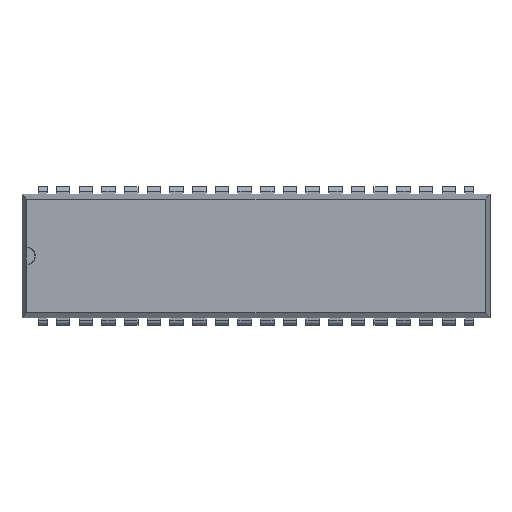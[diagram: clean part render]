
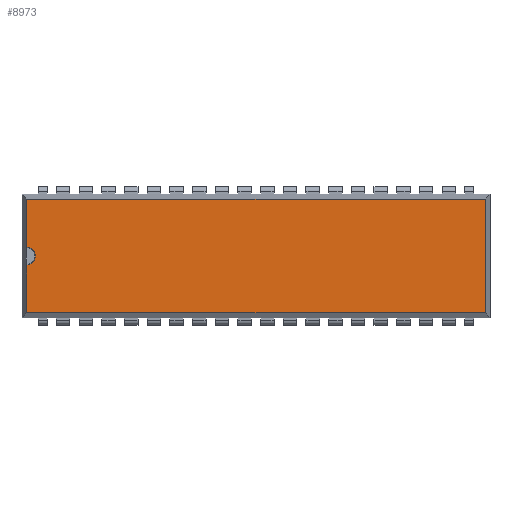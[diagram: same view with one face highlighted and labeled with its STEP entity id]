
A CAD part, top view. The second image highlights one B-rep face of the part: STEP entity #8973.
In plain terms, the highlighted planar face has unit normal (0, 0, 1).
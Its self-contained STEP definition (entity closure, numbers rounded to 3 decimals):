
#387 = EDGE_CURVE ( 'NONE', #12068, #12385, #11529, .T. ) ;
#905 = EDGE_CURVE ( 'NONE', #9199, #12068, #7442, .T. ) ;
#1200 = CARTESIAN_POINT ( 'NONE',  ( 1.27, 0.71, 5. ) ) ;
#1279 = VECTOR ( 'NONE', #6681, 1000. ) ;
#1674 = EDGE_LOOP ( 'NONE', ( #7883, #5319, #11482, #2888, #13954, #11786, #3590 ) ) ;
#2273 = AXIS2_PLACEMENT_3D ( 'NONE', #1200, #10390, #13545 ) ;
#2349 = CARTESIAN_POINT ( 'NONE',  ( -1.57, 7.62, 5. ) ) ;
#2565 = VERTEX_POINT ( 'NONE', #12042 ) ;
#2888 = ORIENTED_EDGE ( 'NONE', *, *, #11439, .T. ) ;
#3590 = ORIENTED_EDGE ( 'NONE', *, *, #387, .T. ) ;
#4099 = DIRECTION ( 'NONE',  ( 1., 0., 0. ) ) ;
#4118 = CARTESIAN_POINT ( 'NONE',  ( 49.78, -4.495, 5. ) ) ;
#4997 = CARTESIAN_POINT ( 'NONE',  ( -1.52, -4.495, 5. ) ) ;
#4999 = CIRCLE ( 'NONE', #15696, 1. ) ;
#5319 = ORIENTED_EDGE ( 'NONE', *, *, #8616, .F. ) ;
#5858 = CARTESIAN_POINT ( 'NONE',  ( -0.57, 7.62, 5. ) ) ;
#5885 = VERTEX_POINT ( 'NONE', #16037 ) ;
#5974 = DIRECTION ( 'NONE',  ( 0., 1., 0. ) ) ;
#6139 = VECTOR ( 'NONE', #19470, 1000. ) ;
#6681 = DIRECTION ( 'NONE',  ( 0., 1., 0. ) ) ;
#7259 = VECTOR ( 'NONE', #13187, 1000. ) ;
#7442 = LINE ( 'NONE', #13459, #6139 ) ;
#7649 = VERTEX_POINT ( 'NONE', #8787 ) ;
#7883 = ORIENTED_EDGE ( 'NONE', *, *, #9288, .F. ) ;
#8504 = EDGE_CURVE ( 'NONE', #2565, #14952, #4999, .T. ) ;
#8616 = EDGE_CURVE ( 'NONE', #2565, #7649, #16325, .T. ) ;
#8787 = CARTESIAN_POINT ( 'NONE',  ( -1.52, 13.98, 5. ) ) ;
#8944 = DIRECTION ( 'NONE',  ( 1., 0., 0. ) ) ;
#8973 = ADVANCED_FACE ( 'NONE', ( #15022 ), #12071, .T. ) ;
#9199 = VERTEX_POINT ( 'NONE', #9939 ) ;
#9288 = EDGE_CURVE ( 'NONE', #7649, #12385, #12995, .T. ) ;
#9539 = LINE ( 'NONE', #4997, #1279 ) ;
#9850 = DIRECTION ( 'NONE',  ( 1., 0., 0. ) ) ;
#9939 = CARTESIAN_POINT ( 'NONE',  ( -1.52, 1.26, 5. ) ) ;
#10390 = DIRECTION ( 'NONE',  ( 0., 0., 1. ) ) ;
#11439 = EDGE_CURVE ( 'NONE', #14952, #5885, #13752, .T. ) ;
#11482 = ORIENTED_EDGE ( 'NONE', *, *, #8504, .T. ) ;
#11529 = LINE ( 'NONE', #4118, #7259 ) ;
#11547 = DIRECTION ( 'NONE',  ( 0., 0., -1. ) ) ;
#11619 = DIRECTION ( 'NONE',  ( 0., 0., -1. ) ) ;
#11786 = ORIENTED_EDGE ( 'NONE', *, *, #905, .T. ) ;
#12042 = CARTESIAN_POINT ( 'NONE',  ( -1.52, 8.619, 5. ) ) ;
#12068 = VERTEX_POINT ( 'NONE', #15054 ) ;
#12071 = PLANE ( 'NONE',  #2273 ) ;
#12385 = VERTEX_POINT ( 'NONE', #18253 ) ;
#12514 = VECTOR ( 'NONE', #8944, 1000. ) ;
#12995 = LINE ( 'NONE', #18019, #12514 ) ;
#13077 = CARTESIAN_POINT ( 'NONE',  ( -1.57, 7.62, 5. ) ) ;
#13187 = DIRECTION ( 'NONE',  ( 0., 1., 0. ) ) ;
#13358 = CARTESIAN_POINT ( 'NONE',  ( -1.52, -4.495, 5. ) ) ;
#13459 = CARTESIAN_POINT ( 'NONE',  ( 55.535, 1.26, 5. ) ) ;
#13545 = DIRECTION ( 'NONE',  ( 1., 0., 0. ) ) ;
#13752 = CIRCLE ( 'NONE', #15933, 1. ) ;
#13954 = ORIENTED_EDGE ( 'NONE', *, *, #19011, .F. ) ;
#14952 = VERTEX_POINT ( 'NONE', #5858 ) ;
#15022 = FACE_OUTER_BOUND ( 'NONE', #1674, .T. ) ;
#15054 = CARTESIAN_POINT ( 'NONE',  ( 49.78, 1.26, 5. ) ) ;
#15696 = AXIS2_PLACEMENT_3D ( 'NONE', #13077, #11619, #4099 ) ;
#15933 = AXIS2_PLACEMENT_3D ( 'NONE', #2349, #11547, #9850 ) ;
#16037 = CARTESIAN_POINT ( 'NONE',  ( -1.52, 6.621, 5. ) ) ;
#16325 = LINE ( 'NONE', #13358, #16876 ) ;
#16876 = VECTOR ( 'NONE', #5974, 1000. ) ;
#18019 = CARTESIAN_POINT ( 'NONE',  ( 55.535, 13.98, 5. ) ) ;
#18253 = CARTESIAN_POINT ( 'NONE',  ( 49.78, 13.98, 5. ) ) ;
#19011 = EDGE_CURVE ( 'NONE', #9199, #5885, #9539, .T. ) ;
#19470 = DIRECTION ( 'NONE',  ( 1., 0., 0. ) ) ;
